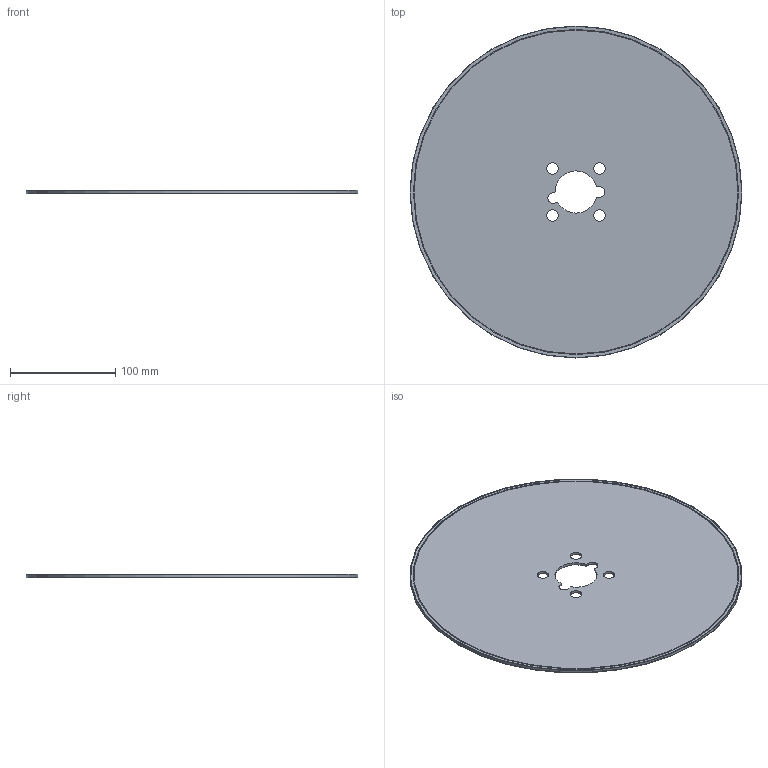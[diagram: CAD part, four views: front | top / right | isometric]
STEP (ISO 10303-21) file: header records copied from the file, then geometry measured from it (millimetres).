
FILE_DESCRIPTION(/* description */ (''),/* implementation_level */ '2;1');
FILE_NAME(/* name */ '335.10-315-03.40-24.stp',/* time_stamp */ '2017-09-14T10:21:07+06:00',/* author */ (''),/* organization */ (''),/* preprocessor_version */ 'ST-DEVELOPER v16',/* originating_system */ 'SIEMENS PLM Software NX 11.0',/* authorisation */ '');
FILE_SCHEMA (('AUTOMOTIVE_DESIGN { 1 0 10303 214 3 1 1 1 }'));
Length unit declared in the file: millimetre
Products named in the file (1): 335.10-315-03.40-24
Bounding box: 315 x 315 x 3.11 mm (x, y, z)
Volume: 192174.7 mm3; surface area: 167161.5 mm2
Topology: 2 solids, 2 shells, 43 faces, 97 edges, 56 vertices
Faces by surface type: cone 25, cylinder 11, plane 6, revolution 1
Full cylindrical faces by diameter (mm): 11 x4, 307.293 x1, 313.8 x1, 315 x1
Entity records: 1103 total; most frequent: DIRECTION 201, CARTESIAN_POINT 177, ORIENTED_EDGE 124, AXIS2_PLACEMENT_3D 92, EDGE_LOOP 86, FACE_BOUND 78, EDGE_CURVE 62, VERTEX_POINT 54
